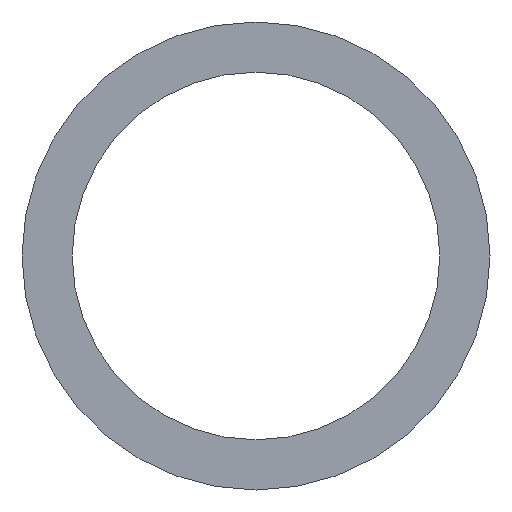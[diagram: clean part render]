
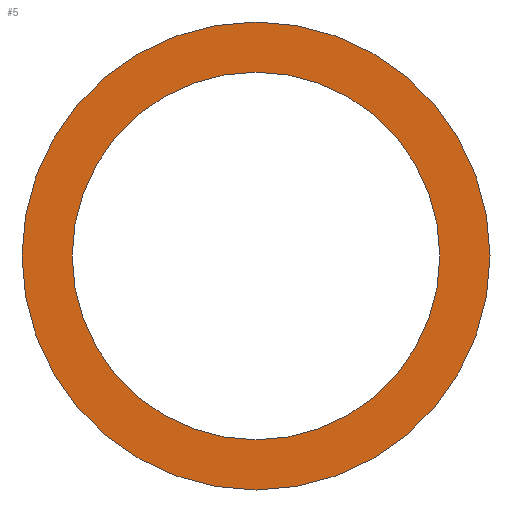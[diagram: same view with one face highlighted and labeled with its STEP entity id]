
A CAD part, front view. The second image highlights one B-rep face of the part: STEP entity #5.
In plain terms, the highlighted planar face has unit normal (0, -1, 0).
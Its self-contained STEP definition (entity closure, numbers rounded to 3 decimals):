
#5 = ADVANCED_FACE ( 'NONE', ( #95, #17 ), #91, .F. ) ;
#12 = DIRECTION ( 'NONE',  ( 0., 1., 0. ) ) ;
#17 = FACE_BOUND ( 'NONE', #35, .T. ) ;
#20 = CARTESIAN_POINT ( 'NONE',  ( 0., 0., 0. ) ) ;
#33 = CARTESIAN_POINT ( 'NONE',  ( 0., 0., 140. ) ) ;
#35 = EDGE_LOOP ( 'NONE', ( #55, #188 ) ) ;
#45 = CARTESIAN_POINT ( 'NONE',  ( 0., 0., 0. ) ) ;
#50 = CIRCLE ( 'NONE', #181, 110. ) ;
#55 = ORIENTED_EDGE ( 'NONE', *, *, #216, .T. ) ;
#57 = DIRECTION ( 'NONE',  ( 0., 1., 0. ) ) ;
#62 = CARTESIAN_POINT ( 'NONE',  ( 0., 0., 110. ) ) ;
#66 = DIRECTION ( 'NONE',  ( 0., 0., 1. ) ) ;
#67 = VERTEX_POINT ( 'NONE', #33 ) ;
#78 = DIRECTION ( 'NONE',  ( 0., 1., 0. ) ) ;
#79 = CARTESIAN_POINT ( 'NONE',  ( 0., 0., 0. ) ) ;
#91 = PLANE ( 'NONE',  #245 ) ;
#95 = FACE_OUTER_BOUND ( 'NONE', #150, .T. ) ;
#96 = VERTEX_POINT ( 'NONE', #226 ) ;
#98 = AXIS2_PLACEMENT_3D ( 'NONE', #79, #12, #109 ) ;
#106 = VERTEX_POINT ( 'NONE', #62 ) ;
#108 = DIRECTION ( 'NONE',  ( 0., 1., 0. ) ) ;
#109 = DIRECTION ( 'NONE',  ( 0., 0., 1. ) ) ;
#113 = ORIENTED_EDGE ( 'NONE', *, *, #143, .F. ) ;
#116 = EDGE_CURVE ( 'NONE', #96, #67, #210, .T. ) ;
#118 = AXIS2_PLACEMENT_3D ( 'NONE', #224, #57, #125 ) ;
#125 = DIRECTION ( 'NONE',  ( 0., 0., 1. ) ) ;
#139 = CARTESIAN_POINT ( 'NONE',  ( 0., 0., -110. ) ) ;
#143 = EDGE_CURVE ( 'NONE', #67, #96, #233, .T. ) ;
#144 = ORIENTED_EDGE ( 'NONE', *, *, #116, .F. ) ;
#150 = EDGE_LOOP ( 'NONE', ( #144, #113 ) ) ;
#152 = EDGE_CURVE ( 'NONE', #106, #180, #50, .T. ) ;
#153 = AXIS2_PLACEMENT_3D ( 'NONE', #189, #78, #234 ) ;
#154 = DIRECTION ( 'NONE',  ( 0., 1., 0. ) ) ;
#164 = DIRECTION ( 'NONE',  ( 0., 0., 1. ) ) ;
#180 = VERTEX_POINT ( 'NONE', #139 ) ;
#181 = AXIS2_PLACEMENT_3D ( 'NONE', #45, #154, #66 ) ;
#188 = ORIENTED_EDGE ( 'NONE', *, *, #152, .T. ) ;
#189 = CARTESIAN_POINT ( 'NONE',  ( 0., 0., 0. ) ) ;
#195 = CIRCLE ( 'NONE', #98, 110. ) ;
#210 = CIRCLE ( 'NONE', #118, 140. ) ;
#216 = EDGE_CURVE ( 'NONE', #180, #106, #195, .T. ) ;
#224 = CARTESIAN_POINT ( 'NONE',  ( 0., 0., 0. ) ) ;
#226 = CARTESIAN_POINT ( 'NONE',  ( 0., 0., -140. ) ) ;
#233 = CIRCLE ( 'NONE', #153, 140. ) ;
#234 = DIRECTION ( 'NONE',  ( 0., 0., 1. ) ) ;
#245 = AXIS2_PLACEMENT_3D ( 'NONE', #20, #108, #164 ) ;
